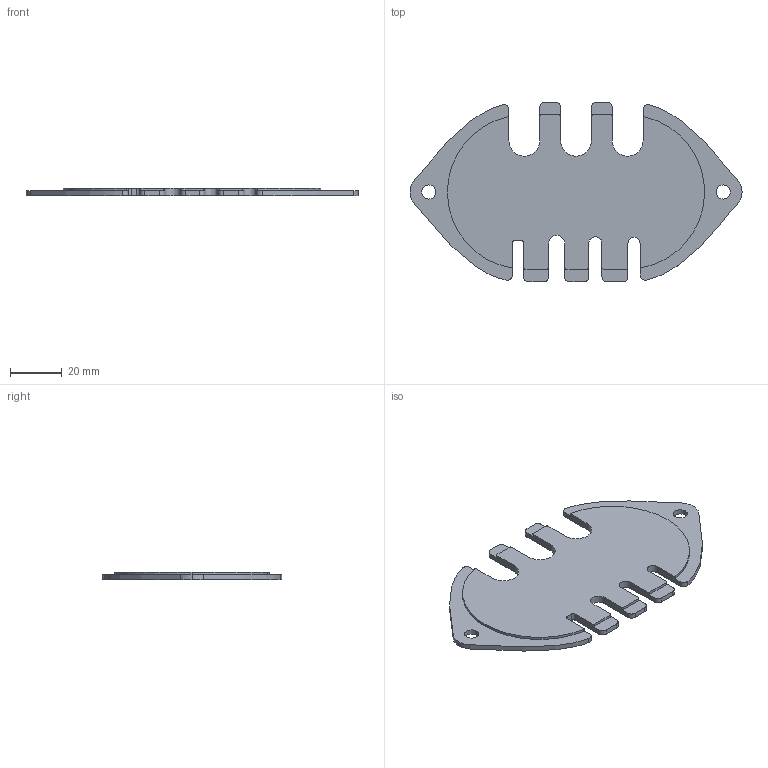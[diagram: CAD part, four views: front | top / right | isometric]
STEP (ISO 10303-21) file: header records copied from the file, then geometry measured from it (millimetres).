
FILE_DESCRIPTION (( 'STEP AP214' ), '1' );
FILE_NAME ('cable_gland_bottom.STEP', '2023-06-29T22:36:14', ( '' ), ( '' ), 'SwSTEP 2.0', 'SolidWorks 2022', '' );
FILE_SCHEMA (( 'AUTOMOTIVE_DESIGN' ));
Length unit declared in the file: millimetre
Products named in the file (1): cable_gland_bottom
Bounding box: 128.8 x 69.8 x 3 mm (x, y, z)
Volume: 16241.9 mm3; surface area: 13398.8 mm2
Topology: 1 solids, 1 shells, 84 faces, 246 edges, 164 vertices
Faces by surface type: cylinder 46, plane 34, bspline 4
Entity records: 2888 total; most frequent: CARTESIAN_POINT 547, ORIENTED_EDGE 492, DIRECTION 492, EDGE_CURVE 246, AXIS2_PLACEMENT_3D 173, VERTEX_POINT 164, VECTOR 146, LINE 146
